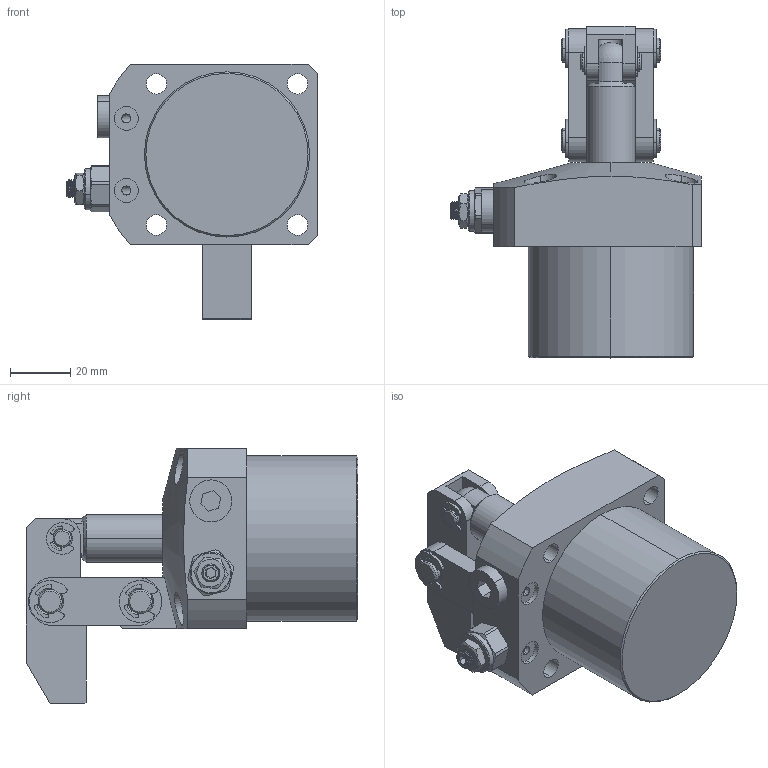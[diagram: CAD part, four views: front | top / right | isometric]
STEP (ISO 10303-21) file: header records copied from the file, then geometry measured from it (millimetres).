
FILE_DESCRIPTION (( 'STEP AP214' ), '1' );
FILE_NAME ('CLKA-055CL油压杠杆缸三维图.STEP', '2022-06-27T02:27:24', ( 'PC' ), ( '' ), 'SwSTEP 2.0', 'SolidWorks 2016', '' );
FILE_SCHEMA (( 'AUTOMOTIVE_DESIGN' ));
Length unit declared in the file: millimetre
Products named in the file (11): CLKA-055蟀裝; 055GL掛极; CZL10覃厒概002; 囀鞠褒黑芛郔陔1-8; CLKA-055活塞杆_5; 开口挡圈6_3_4; CLKA-40揤旋2_3_4; 40酗种_3_4; 40傻种1_3_4; 开口挡圈8_3_4; CLKA-055CL油压杠杆缸三维图
Assembly tree (16 placements, depth 2):
  CLKA-055CL油压杠杆缸三维图
    开口挡圈8_3_4  x4
    40傻种1_3_4
    40酗种_3_4  x2
    CLKA-40揤旋2_3_4
    开口挡圈6_3_4  x2
    CLKA-055活塞杆_5
    囀鞠褒黑芛郔陔1-8
    CZL10覃厒概002
    055GL掛极
    CLKA-055蟀裝  x2
Bounding box: 83.3 x 110.5 x 85 mm (x, y, z)
Volume: 188114.2 mm3; surface area: 53581.8 mm2
Topology: 18 solids, 18 shells, 589 faces, 1507 edges, 976 vertices
Faces by surface type: cylinder 301, plane 175, cone 87, torus 16, bspline 9, sphere 1
Entity records: 21883 total; most frequent: CARTESIAN_POINT 6296, DIRECTION 2264, ORIENTED_EDGE 2198, EDGE_CURVE 1099, AXIS2_PLACEMENT_3D 901, VERTEX_POINT 708, EDGE_LOOP 497, VECTOR 462
